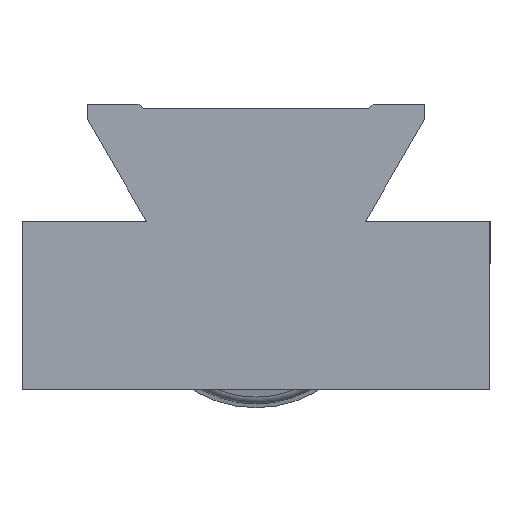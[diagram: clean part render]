
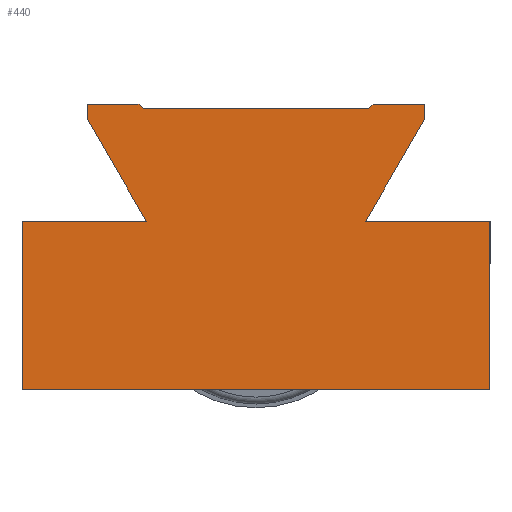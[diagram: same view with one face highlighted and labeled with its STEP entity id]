
A CAD part, left-side view. The second image highlights one B-rep face of the part: STEP entity #440.
In plain terms, the highlighted planar face has unit normal (-1, 0, 0).
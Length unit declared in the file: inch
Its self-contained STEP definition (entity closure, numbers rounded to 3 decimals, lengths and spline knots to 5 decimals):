
#203=CARTESIAN_POINT('',(0.,0.0,0.359));
#204=VERTEX_POINT('',#203);
#211=CARTESIAN_POINT('',(0.0,0.0,0.0));
#212=VERTEX_POINT('',#211);
#213=CARTESIAN_POINT('',(0.0,0.0,0.0));
#214=DIRECTION('',(0.0,0.0,1.0));
#215=VECTOR('',#214,0.359);
#216=LINE('',#213,#215);
#217=EDGE_CURVE('',#212,#204,#216,.T.);
#299=CARTESIAN_POINT('',(0.0,1.0,0.0));
#300=VERTEX_POINT('',#299);
#307=CARTESIAN_POINT('',(0.,1.,0.359));
#308=VERTEX_POINT('',#307);
#309=CARTESIAN_POINT('',(0.,1.,0.359));
#310=DIRECTION('',(0.0,0.0,-1.0));
#311=VECTOR('',#310,0.359);
#312=LINE('',#309,#311);
#313=EDGE_CURVE('',#308,#300,#312,.T.);
#339=CARTESIAN_POINT('',(0.,1.,0.234));
#340=DIRECTION('',(-1.0,0.0,0.0));
#341=DIRECTION('',(0.0,0.0,1.0));
#342=AXIS2_PLACEMENT_3D('',#339,#340,#341);
#343=PLANE('',#342);
#344=ORIENTED_EDGE('',*,*,#217,.T.);
#345=CARTESIAN_POINT('',(0.,0.26575,0.359));
#346=VERTEX_POINT('',#345);
#347=CARTESIAN_POINT('',(0.,0.26575,0.359));
#348=DIRECTION('',(0.0,-1.0,0.0));
#349=VECTOR('',#348,0.26575);
#350=LINE('',#347,#349);
#351=EDGE_CURVE('',#346,#204,#350,.T.);
#352=ORIENTED_EDGE('',*,*,#351,.F.);
#353=CARTESIAN_POINT('',(0.,0.139,0.57854));
#354=VERTEX_POINT('',#353);
#355=CARTESIAN_POINT('',(0.,0.26575,0.359));
#356=DIRECTION('',(0.,-0.5,0.866));
#357=VECTOR('',#356,0.25351);
#358=LINE('',#355,#357);
#359=EDGE_CURVE('',#346,#354,#358,.T.);
#360=ORIENTED_EDGE('',*,*,#359,.T.);
#361=CARTESIAN_POINT('',(0.,0.139,0.609));
#362=VERTEX_POINT('',#361);
#363=CARTESIAN_POINT('',(0.,0.139,0.57854));
#364=DIRECTION('',(0.0,0.0,1.0));
#365=VECTOR('',#364,0.03046);
#366=LINE('',#363,#365);
#367=EDGE_CURVE('',#354,#362,#366,.T.);
#368=ORIENTED_EDGE('',*,*,#367,.T.);
#369=CARTESIAN_POINT('',(0.,0.25,0.609));
#370=VERTEX_POINT('',#369);
#371=CARTESIAN_POINT('',(0.,0.139,0.609));
#372=DIRECTION('',(0.0,1.0,0.0));
#373=VECTOR('',#372,0.111);
#374=LINE('',#371,#373);
#375=EDGE_CURVE('',#362,#370,#374,.T.);
#376=ORIENTED_EDGE('',*,*,#375,.T.);
#377=CARTESIAN_POINT('',(0.,0.259,0.6));
#378=VERTEX_POINT('',#377);
#379=CARTESIAN_POINT('',(0.,0.25,0.609));
#380=DIRECTION('',(0.,0.707,-0.707));
#381=VECTOR('',#380,0.01273);
#382=LINE('',#379,#381);
#383=EDGE_CURVE('',#370,#378,#382,.T.);
#384=ORIENTED_EDGE('',*,*,#383,.T.);
#385=CARTESIAN_POINT('',(0.,0.741,0.6));
#386=VERTEX_POINT('',#385);
#387=CARTESIAN_POINT('',(0.,0.259,0.6));
#388=DIRECTION('',(0.0,1.0,0.0));
#389=VECTOR('',#388,0.482);
#390=LINE('',#387,#389);
#391=EDGE_CURVE('',#378,#386,#390,.T.);
#392=ORIENTED_EDGE('',*,*,#391,.T.);
#393=CARTESIAN_POINT('',(0.,0.75,0.609));
#394=VERTEX_POINT('',#393);
#395=CARTESIAN_POINT('',(0.,0.741,0.6));
#396=DIRECTION('',(0.,0.707,0.707));
#397=VECTOR('',#396,0.01273);
#398=LINE('',#395,#397);
#399=EDGE_CURVE('',#386,#394,#398,.T.);
#400=ORIENTED_EDGE('',*,*,#399,.T.);
#401=CARTESIAN_POINT('',(0.,0.861,0.609));
#402=VERTEX_POINT('',#401);
#403=CARTESIAN_POINT('',(0.,0.75,0.609));
#404=DIRECTION('',(0.0,1.0,0.0));
#405=VECTOR('',#404,0.111);
#406=LINE('',#403,#405);
#407=EDGE_CURVE('',#394,#402,#406,.T.);
#408=ORIENTED_EDGE('',*,*,#407,.T.);
#409=CARTESIAN_POINT('',(0.,0.861,0.57854));
#410=VERTEX_POINT('',#409);
#411=CARTESIAN_POINT('',(0.,0.861,0.609));
#412=DIRECTION('',(0.0,0.0,-1.0));
#413=VECTOR('',#412,0.03046);
#414=LINE('',#411,#413);
#415=EDGE_CURVE('',#402,#410,#414,.T.);
#416=ORIENTED_EDGE('',*,*,#415,.T.);
#417=CARTESIAN_POINT('',(0.,0.73425,0.359));
#418=VERTEX_POINT('',#417);
#419=CARTESIAN_POINT('',(0.,0.861,0.57854));
#420=DIRECTION('',(0.,-0.5,-0.866));
#421=VECTOR('',#420,0.25351);
#422=LINE('',#419,#421);
#423=EDGE_CURVE('',#410,#418,#422,.T.);
#424=ORIENTED_EDGE('',*,*,#423,.T.);
#425=CARTESIAN_POINT('',(0.,1.,0.359));
#426=DIRECTION('',(0.0,-1.0,0.0));
#427=VECTOR('',#426,0.26575);
#428=LINE('',#425,#427);
#429=EDGE_CURVE('',#308,#418,#428,.T.);
#430=ORIENTED_EDGE('',*,*,#429,.F.);
#431=ORIENTED_EDGE('',*,*,#313,.T.);
#432=CARTESIAN_POINT('',(0.0,1.0,0.0));
#433=DIRECTION('',(0.0,-1.0,0.0));
#434=VECTOR('',#433,1.0);
#435=LINE('',#432,#434);
#436=EDGE_CURVE('',#300,#212,#435,.T.);
#437=ORIENTED_EDGE('',*,*,#436,.T.);
#438=EDGE_LOOP('',(#344,#352,#360,#368,#376,#384,#392,#400,#408,#416,#424,#430,#431,#437));
#439=FACE_OUTER_BOUND('',#438,.T.);
#440=ADVANCED_FACE('',(#439),#343,.T.);
